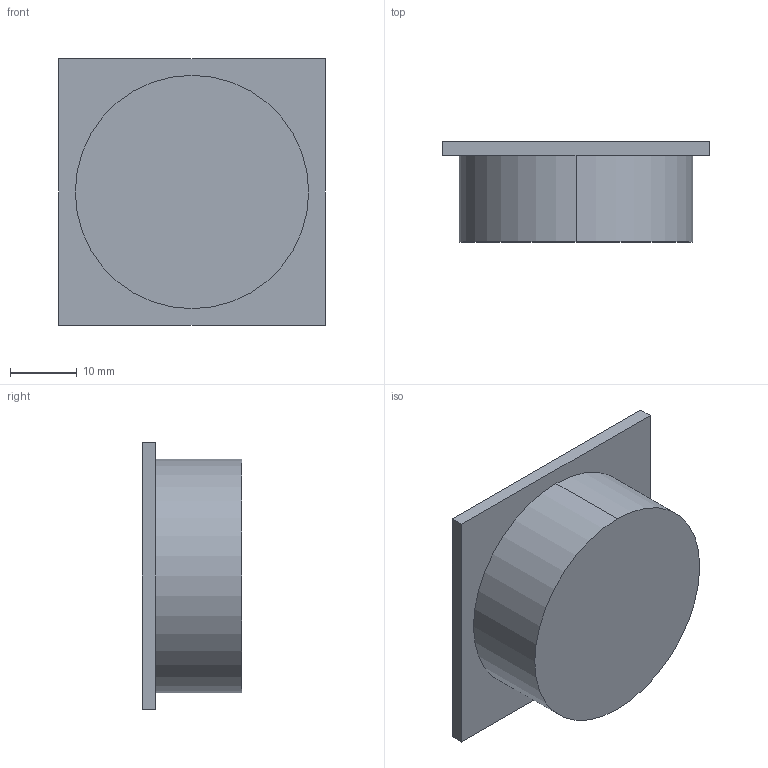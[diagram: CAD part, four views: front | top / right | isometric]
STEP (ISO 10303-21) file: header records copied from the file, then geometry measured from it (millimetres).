
FILE_DESCRIPTION (( 'STEP AP214' ), '1' );
FILE_NAME ('F001882,F001883,F001884_3D.step', '2022-07-07T08:05:52', ( '' ), ( '' ), 'SwSTEP 2.0', 'SolidWorks 2020', '' );
FILE_SCHEMA (( 'AUTOMOTIVE_DESIGN' ));
Length unit declared in the file: millimetre
Products named in the file (1): F001882,F001883,F001884_3D
Bounding box: 40 x 15 x 40 mm (x, y, z)
Volume: 5349.9 mm3; surface area: 8187.9 mm2
Topology: 2 solids, 2 shells, 30 faces, 64 edges, 40 vertices
Faces by surface type: plane 26, cylinder 4
Entity records: 843 total; most frequent: DIRECTION 142, CARTESIAN_POINT 135, ORIENTED_EDGE 128, EDGE_CURVE 64, LINE 48, VECTOR 48, AXIS2_PLACEMENT_3D 47, VERTEX_POINT 40
